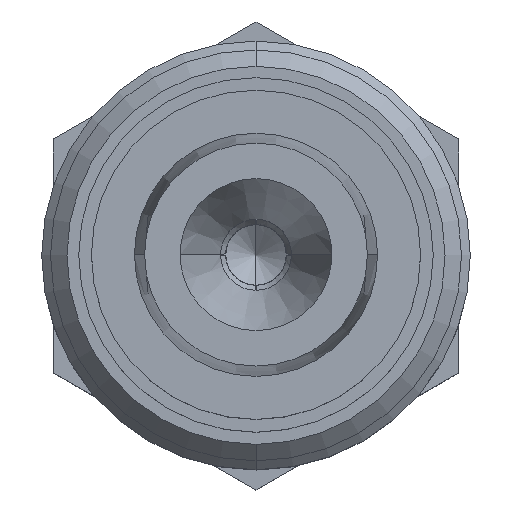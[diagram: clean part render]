
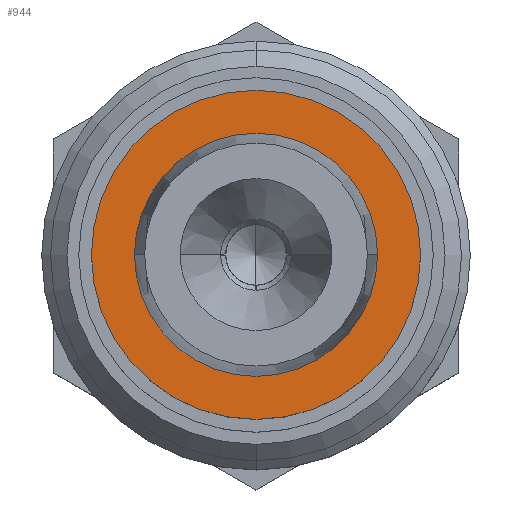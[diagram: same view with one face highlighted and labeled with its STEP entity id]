
A CAD part, top view. The second image highlights one B-rep face of the part: STEP entity #944.
In plain terms, the highlighted planar face has unit normal (0, 0, 1).
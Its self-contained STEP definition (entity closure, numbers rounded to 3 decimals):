
#185 = EDGE_CURVE ( 'NONE', #1913, #4986, #2739, .T. ) ;
#506 = CARTESIAN_POINT ( 'NONE',  ( -2.4, 0., -2.5 ) ) ;
#658 = EDGE_CURVE ( 'NONE', #2047, #3854, #778, .T. ) ;
#689 = CARTESIAN_POINT ( 'NONE',  ( 0., 0., -2.5 ) ) ;
#778 = CIRCLE ( 'NONE', #3897, 3.25 ) ;
#813 = CARTESIAN_POINT ( 'NONE',  ( 3.25, 0., -2.5 ) ) ;
#944 = ADVANCED_FACE ( 'NONE', ( #1775, #4064 ), #3219, .F. ) ;
#1048 = DIRECTION ( 'NONE',  ( 0., 0., 1. ) ) ;
#1083 = EDGE_LOOP ( 'NONE', ( #3324, #4112 ) ) ;
#1105 = AXIS2_PLACEMENT_3D ( 'NONE', #4583, #1736, #1331 ) ;
#1331 = DIRECTION ( 'NONE',  ( 1., 0., 0. ) ) ;
#1455 = CARTESIAN_POINT ( 'NONE',  ( 0., 0., -2.5 ) ) ;
#1500 = DIRECTION ( 'NONE',  ( 0., 0., 1. ) ) ;
#1565 = EDGE_CURVE ( 'NONE', #3854, #2047, #2465, .T. ) ;
#1736 = DIRECTION ( 'NONE',  ( 0., 0., 1. ) ) ;
#1775 = FACE_BOUND ( 'NONE', #4801, .T. ) ;
#1913 = VERTEX_POINT ( 'NONE', #4741 ) ;
#1991 = DIRECTION ( 'NONE',  ( -1., 0., 0. ) ) ;
#2047 = VERTEX_POINT ( 'NONE', #4231 ) ;
#2067 = EDGE_CURVE ( 'NONE', #4986, #1913, #2733, .T. ) ;
#2270 = AXIS2_PLACEMENT_3D ( 'NONE', #689, #1500, #2304 ) ;
#2304 = DIRECTION ( 'NONE',  ( 1., 0., 0. ) ) ;
#2465 = CIRCLE ( 'NONE', #4927, 3.25 ) ;
#2733 = CIRCLE ( 'NONE', #1105, 2.4 ) ;
#2739 = CIRCLE ( 'NONE', #2270, 2.4 ) ;
#3207 = DIRECTION ( 'NONE',  ( 1., 0., 0. ) ) ;
#3219 = PLANE ( 'NONE',  #4341 ) ;
#3324 = ORIENTED_EDGE ( 'NONE', *, *, #1565, .T. ) ;
#3481 = DIRECTION ( 'NONE',  ( 1., 0., 0. ) ) ;
#3854 = VERTEX_POINT ( 'NONE', #813 ) ;
#3897 = AXIS2_PLACEMENT_3D ( 'NONE', #4478, #4488, #3207 ) ;
#4064 = FACE_OUTER_BOUND ( 'NONE', #1083, .T. ) ;
#4112 = ORIENTED_EDGE ( 'NONE', *, *, #658, .T. ) ;
#4231 = CARTESIAN_POINT ( 'NONE',  ( -3.25, 0., -2.5 ) ) ;
#4341 = AXIS2_PLACEMENT_3D ( 'NONE', #4837, #4815, #1991 ) ;
#4478 = CARTESIAN_POINT ( 'NONE',  ( 0., 0., -2.5 ) ) ;
#4488 = DIRECTION ( 'NONE',  ( 0., 0., 1. ) ) ;
#4583 = CARTESIAN_POINT ( 'NONE',  ( 0., 0., -2.5 ) ) ;
#4639 = ORIENTED_EDGE ( 'NONE', *, *, #185, .F. ) ;
#4741 = CARTESIAN_POINT ( 'NONE',  ( 2.4, 0., -2.5 ) ) ;
#4801 = EDGE_LOOP ( 'NONE', ( #5057, #4639 ) ) ;
#4815 = DIRECTION ( 'NONE',  ( 0., 0., -1. ) ) ;
#4837 = CARTESIAN_POINT ( 'NONE',  ( 0., 2.4, -2.5 ) ) ;
#4927 = AXIS2_PLACEMENT_3D ( 'NONE', #1455, #1048, #3481 ) ;
#4986 = VERTEX_POINT ( 'NONE', #506 ) ;
#5057 = ORIENTED_EDGE ( 'NONE', *, *, #2067, .F. ) ;
